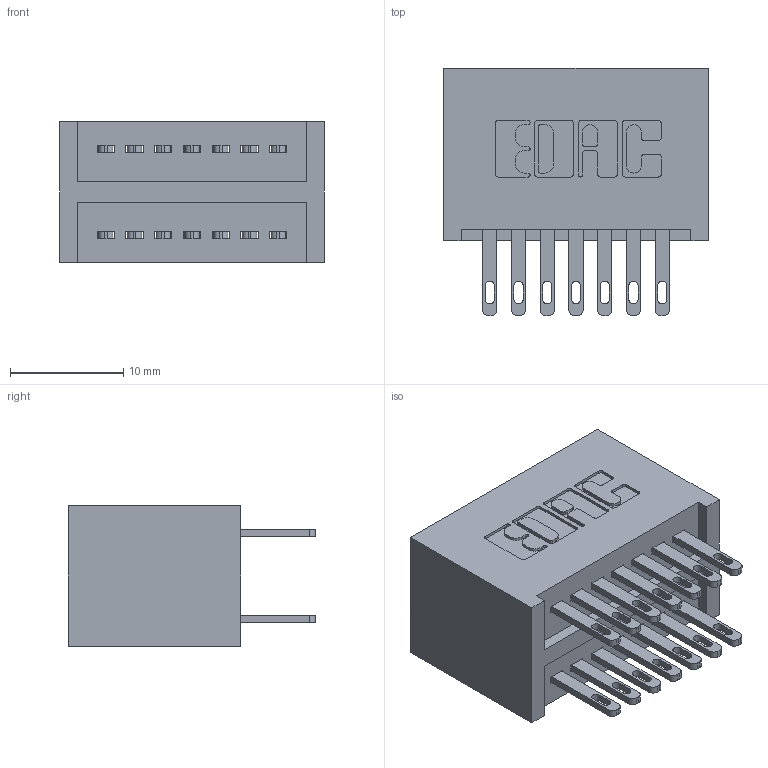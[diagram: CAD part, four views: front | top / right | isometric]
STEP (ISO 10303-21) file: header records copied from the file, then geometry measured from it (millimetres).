
FILE_DESCRIPTION (( 'STEP AP203' ), '1' );
FILE_NAME ('325-014-500-201.STEP', '2020-02-24T15:47:47', ( '' ), ( '' ), 'SwSTEP 2.0', 'SolidWorks 2016', '' );
FILE_SCHEMA (( 'CONFIG_CONTROL_DESIGN' ));
Length unit declared in the file: inch
Products named in the file (3): 325-014-500-201; 325 Part_Lugless; 325-292-001_325-293-100
Assembly tree (15 placements, depth 2):
  325-014-500-201
    325 Part_Lugless
    325-292-001_325-293-100  x14
Bounding box: 23.42 x 21.84 x 12.45 mm (x, y, z)
Volume: 3358.1 mm3; surface area: 4042 mm2
Topology: 15 solids, 15 shells, 778 faces, 2345 edges, 1562 vertices
Faces by surface type: plane 486, cylinder 292
Entity records: 8683 total; most frequent: CARTESIAN_POINT 1478, ORIENTED_EDGE 1414, DIRECTION 1319, EDGE_CURVE 707, VECTOR 583, LINE 583, VERTEX_POINT 470, AXIS2_PLACEMENT_3D 368
